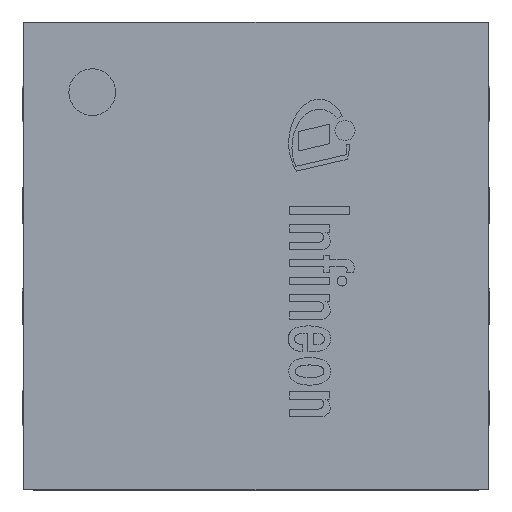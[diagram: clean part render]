
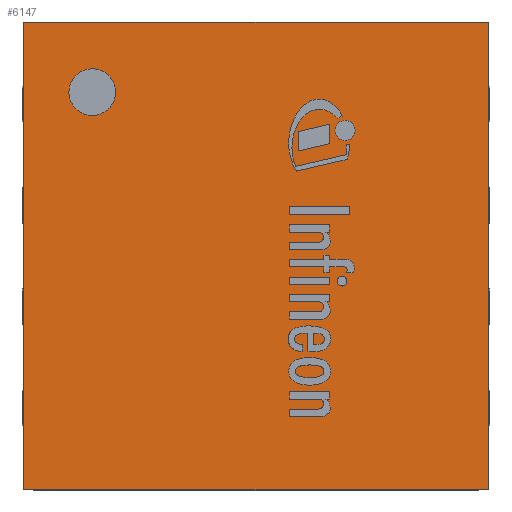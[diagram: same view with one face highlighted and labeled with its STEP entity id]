
A CAD part, top view. The second image highlights one B-rep face of the part: STEP entity #6147.
In plain terms, the highlighted planar face has unit normal (0, 0, 1).
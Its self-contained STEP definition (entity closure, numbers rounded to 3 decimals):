
#65=FACE_BOUND('',#734,.T.);
#161=PLANE('',#6566);
#373=FACE_OUTER_BOUND('',#733,.T.);
#733=EDGE_LOOP('',(#4396,#4397,#4398,#4399));
#734=EDGE_LOOP('',(#4400));
#1144=LINE('',#9459,#1727);
#1165=LINE('',#9498,#1748);
#1184=LINE('',#9534,#1767);
#1187=LINE('',#9544,#1770);
#1727=VECTOR('',#7428,1.);
#1748=VECTOR('',#7469,1.);
#1767=VECTOR('',#7512,1.);
#1770=VECTOR('',#7525,1.);
#2221=CIRCLE('',#6563,0.15);
#2625=VERTEX_POINT('',#9456);
#2626=VERTEX_POINT('',#9458);
#2633=VERTEX_POINT('',#9495);
#2634=VERTEX_POINT('',#9497);
#2641=VERTEX_POINT('',#9539);
#3280=EDGE_CURVE('',#2626,#2625,#1144,.T.);
#3301=EDGE_CURVE('',#2634,#2633,#1165,.T.);
#3320=EDGE_CURVE('',#2633,#2626,#1184,.T.);
#3323=EDGE_CURVE('',#2641,#2641,#2221,.T.);
#3325=EDGE_CURVE('',#2625,#2634,#1187,.T.);
#4396=ORIENTED_EDGE('',*,*,#3320,.T.);
#4397=ORIENTED_EDGE('',*,*,#3280,.T.);
#4398=ORIENTED_EDGE('',*,*,#3325,.T.);
#4399=ORIENTED_EDGE('',*,*,#3301,.T.);
#4400=ORIENTED_EDGE('',*,*,#3323,.T.);
#6147=ADVANCED_FACE('',(#373,#65),#161,.T.);
#6563=AXIS2_PLACEMENT_3D('',#9540,#7518,#7519);
#6566=AXIS2_PLACEMENT_3D('',#9545,#7526,#7527);
#7428=DIRECTION('',(0.,-1.,0.));
#7469=DIRECTION('',(0.,1.,0.));
#7512=DIRECTION('',(-1.,0.,0.));
#7518=DIRECTION('center_axis',(0.,0.,-1.));
#7519=DIRECTION('ref_axis',(0.,1.,0.));
#7525=DIRECTION('',(1.,0.,0.));
#7526=DIRECTION('center_axis',(0.,0.,1.));
#7527=DIRECTION('ref_axis',(0.,-1.,0.));
#9456=CARTESIAN_POINT('',(-1.49,-1.5,0.9));
#9458=CARTESIAN_POINT('',(-1.49,1.5,0.9));
#9459=CARTESIAN_POINT('',(-1.49,1.5,0.9));
#9495=CARTESIAN_POINT('',(1.49,1.5,0.9));
#9497=CARTESIAN_POINT('',(1.49,-1.5,0.9));
#9498=CARTESIAN_POINT('',(1.49,-1.5,0.9));
#9534=CARTESIAN_POINT('',(1.49,1.5,0.9));
#9539=CARTESIAN_POINT('',(-1.05,0.9,0.9));
#9540=CARTESIAN_POINT('Origin',(-1.05,1.05,0.9));
#9544=CARTESIAN_POINT('',(-1.49,-1.5,0.9));
#9545=CARTESIAN_POINT('Origin',(0.,0.,0.9));
